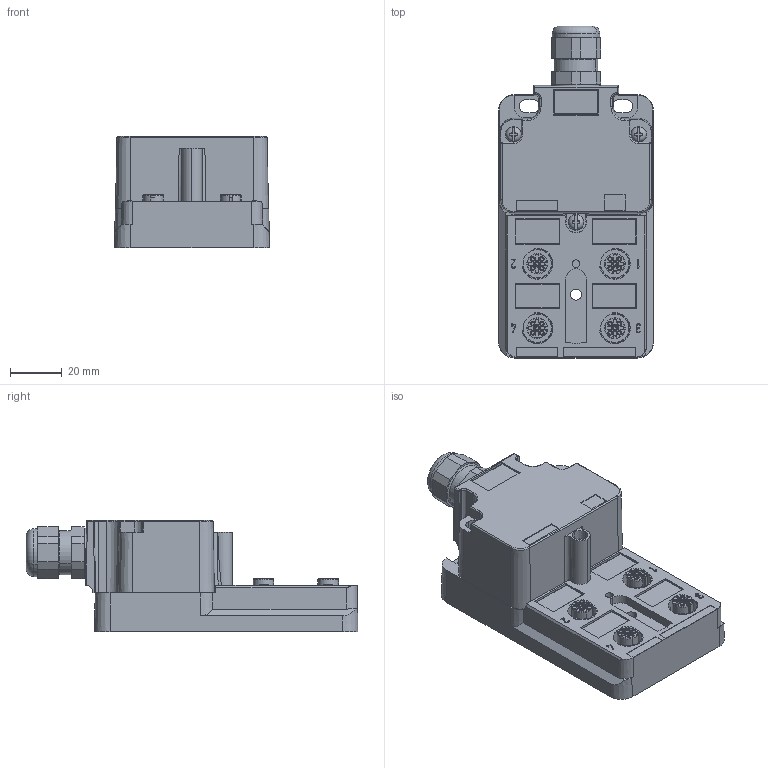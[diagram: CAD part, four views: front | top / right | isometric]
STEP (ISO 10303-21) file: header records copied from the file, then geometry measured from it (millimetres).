
FILE_DESCRIPTION(('CATIA V5 STEP Exchange','CAx-IF Rec.Pracs.--- Model Styling and Organization---1.5--- 2016-08-15','CAx-IF Rec.Pracs.---Supplemental Geometry---1.0---2011-11-01','CAx-IF Rec.Pracs.--- Composite Materials ---1.1---2010-07-15'),'2;1');
FILE_NAME ('021407-2_1', '2026-01-26T10:16:23+00:00', ('none'), ('Weidmueller'), 'CATIA Version 5-6 Release 2024 SP4', 'CATIA V5 STEP AP214 v3', 'none');
FILE_SCHEMA(('AUTOMOTIVE_DESIGN { 1 0 10303 214 1 1 1 1 }'));
Products named in the file (1): 1783520000
Bounding box: 60 x 128.5 x 43 mm (x, y, z)
Volume: 130817.8 mm3; surface area: 54617.4 mm2
Topology: 1 solids, 14 shells, 1902 faces, 5130 edges, 3317 vertices
Faces by surface type: plane 1145, cylinder 511, cone 166, torus 68, bspline 8, sphere 4
Entity records: 57106 total; most frequent: CARTESIAN_POINT 11454, ORIENTED_EDGE 10240, DIRECTION 7328, EDGE_CURVE 5120, VERTEX_POINT 3317, VECTOR 3236, LINE 3236, AXIS2_PLACEMENT_3D 2756
